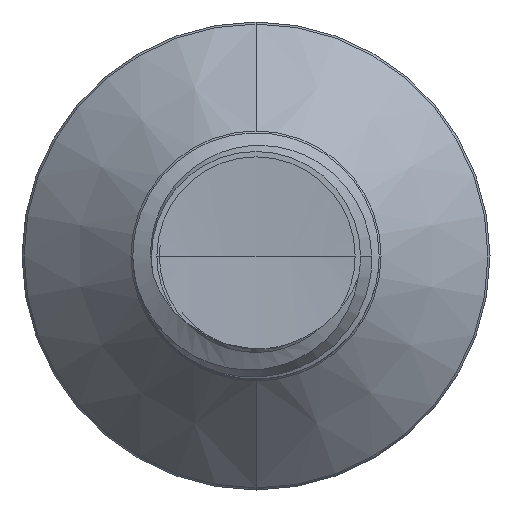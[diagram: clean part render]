
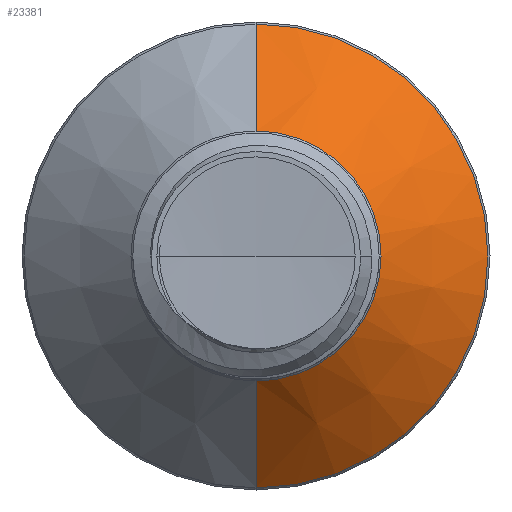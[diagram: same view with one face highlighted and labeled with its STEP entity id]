
A CAD part, front view. The second image highlights one B-rep face of the part: STEP entity #23381.
In plain terms, the highlighted conical face has half-angle 45 degrees and reference radius 1.016 mm.
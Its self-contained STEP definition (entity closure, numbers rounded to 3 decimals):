
#38 = ORIENTED_EDGE ( 'NONE', *, *, #1795, .T. ) ;
#158 = ORIENTED_EDGE ( 'NONE', *, *, #25950, .T. ) ;
#426 = ORIENTED_EDGE ( 'NONE', *, *, #21576, .F. ) ;
#437 = DIRECTION ( 'NONE',  ( 0., 1., 0. ) ) ;
#543 = DIRECTION ( 'NONE',  ( 0., 0., 1. ) ) ;
#629 = ORIENTED_EDGE ( 'NONE', *, *, #18691, .F. ) ;
#1438 = CARTESIAN_POINT ( 'NONE',  ( 0., 6.546, 0. ) ) ;
#1734 = CARTESIAN_POINT ( 'NONE',  ( 0., 7.414, 0. ) ) ;
#1752 = AXIS2_PLACEMENT_3D ( 'NONE', #1734, #17293, #4055 ) ;
#1795 = EDGE_CURVE ( 'NONE', #23814, #6183, #22044, .T. ) ;
#4055 = DIRECTION ( 'NONE',  ( 0., 0., 1. ) ) ;
#4896 = EDGE_LOOP ( 'NONE', ( #38, #158, #426, #629 ) ) ;
#6048 = VECTOR ( 'NONE', #13373, 1000. ) ;
#6078 = CONICAL_SURFACE ( 'NONE', #22831, 1.016, 0.785 ) ;
#6183 = VERTEX_POINT ( 'NONE', #17621 ) ;
#7073 = VERTEX_POINT ( 'NONE', #9071 ) ;
#8257 = LINE ( 'NONE', #27521, #26289 ) ;
#9071 = CARTESIAN_POINT ( 'NONE',  ( 0., 7.414, -1.883 ) ) ;
#10683 = VERTEX_POINT ( 'NONE', #11946 ) ;
#10996 = CARTESIAN_POINT ( 'NONE',  ( 0., 6.546, 0. ) ) ;
#11714 = AXIS2_PLACEMENT_3D ( 'NONE', #1438, #437, #543 ) ;
#11946 = CARTESIAN_POINT ( 'NONE',  ( 0., 7.414, 1.883 ) ) ;
#12652 = LINE ( 'NONE', #24131, #6048 ) ;
#13373 = DIRECTION ( 'NONE',  ( 0., 0.707, -0.707 ) ) ;
#13755 = CARTESIAN_POINT ( 'NONE',  ( 0., 6.546, 1.016 ) ) ;
#14552 = DIRECTION ( 'NONE',  ( 0., 0.707, 0.707 ) ) ;
#15362 = DIRECTION ( 'NONE',  ( 0., 1., 0. ) ) ;
#15765 = CIRCLE ( 'NONE', #1752, 1.883 ) ;
#17293 = DIRECTION ( 'NONE',  ( 0., 1., 0. ) ) ;
#17621 = CARTESIAN_POINT ( 'NONE',  ( 0., 6.546, -1.016 ) ) ;
#18435 = FACE_OUTER_BOUND ( 'NONE', #4896, .T. ) ;
#18691 = EDGE_CURVE ( 'NONE', #23814, #10683, #8257, .T. ) ;
#21576 = EDGE_CURVE ( 'NONE', #10683, #7073, #15765, .T. ) ;
#22044 = CIRCLE ( 'NONE', #11714, 1.016 ) ;
#22831 = AXIS2_PLACEMENT_3D ( 'NONE', #10996, #15362, #28394 ) ;
#23381 = ADVANCED_FACE ( 'NONE', ( #18435 ), #6078, .T. ) ;
#23814 = VERTEX_POINT ( 'NONE', #13755 ) ;
#24131 = CARTESIAN_POINT ( 'NONE',  ( 0., 6.546, -1.016 ) ) ;
#25950 = EDGE_CURVE ( 'NONE', #6183, #7073, #12652, .T. ) ;
#26289 = VECTOR ( 'NONE', #14552, 1000. ) ;
#27521 = CARTESIAN_POINT ( 'NONE',  ( 0., 6.546, 1.016 ) ) ;
#28394 = DIRECTION ( 'NONE',  ( 0., 0., 1. ) ) ;
